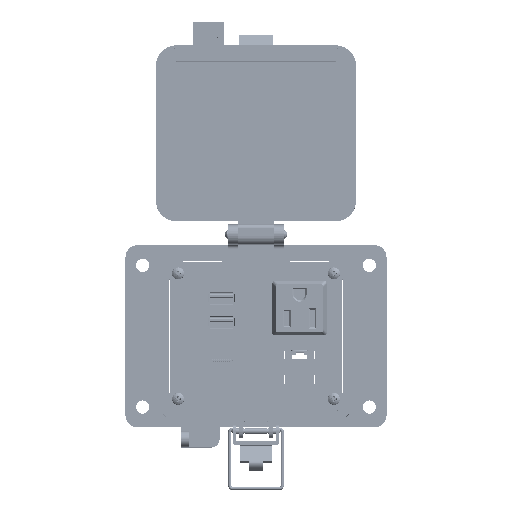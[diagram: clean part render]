
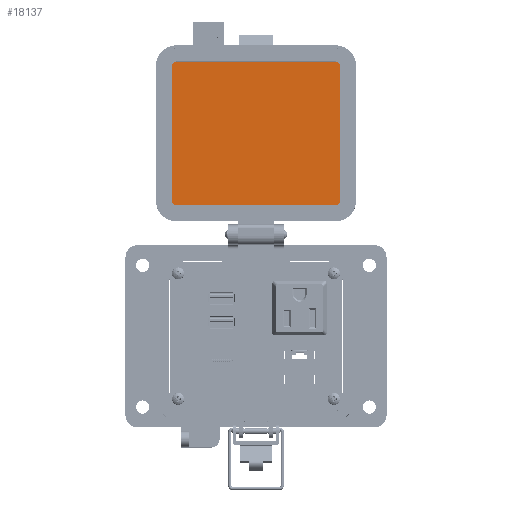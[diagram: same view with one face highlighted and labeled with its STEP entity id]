
A CAD part, top view. The second image highlights one B-rep face of the part: STEP entity #18137.
In plain terms, the highlighted planar face has unit normal (0, 0, 1).
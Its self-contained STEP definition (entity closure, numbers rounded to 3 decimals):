
#3196 = EDGE_CURVE ( 'NONE', #43194, #68752, #126123, .T. ) ;
#3314 = VECTOR ( 'NONE', #102992, 1000. ) ;
#5024 = CARTESIAN_POINT ( 'NONE',  ( 35.912, 126.389, 19.202 ) ) ;
#5441 = ORIENTED_EDGE ( 'NONE', *, *, #16316, .F. ) ;
#7716 = EDGE_CURVE ( 'NONE', #34573, #117518, #124537, .T. ) ;
#7755 = DIRECTION ( 'NONE',  ( 0., 0., 1. ) ) ;
#11056 = CARTESIAN_POINT ( 'NONE',  ( 35.912, 60.004, 19.202 ) ) ;
#11483 = EDGE_CURVE ( 'NONE', #95954, #47900, #147318, .T. ) ;
#14491 = CARTESIAN_POINT ( 'NONE',  ( -42.469, 128.688, 19.202 ) ) ;
#16316 = EDGE_CURVE ( 'NONE', #47900, #34573, #144497, .T. ) ;
#16753 = CARTESIAN_POINT ( 'NONE',  ( -42.469, 57.705, 19.202 ) ) ;
#18137 = ADVANCED_FACE ( 'NONE', ( #97309 ), #111482, .T. ) ;
#18744 = CARTESIAN_POINT ( 'NONE',  ( -44.769, 126.389, 19.202 ) ) ;
#19684 = CARTESIAN_POINT ( 'NONE',  ( 38.212, 60.004, 19.202 ) ) ;
#22852 = VERTEX_POINT ( 'NONE', #14491 ) ;
#29735 = DIRECTION ( 'NONE',  ( 0., -1., 0. ) ) ;
#34274 = CARTESIAN_POINT ( 'NONE',  ( -44.769, 93.196, 19.202 ) ) ;
#34573 = VERTEX_POINT ( 'NONE', #46947 ) ;
#35845 = CARTESIAN_POINT ( 'NONE',  ( 38.212, 93.196, 19.202 ) ) ;
#36241 = EDGE_CURVE ( 'NONE', #22852, #63977, #100359, .T. ) ;
#36713 = ORIENTED_EDGE ( 'NONE', *, *, #36241, .F. ) ;
#40210 = DIRECTION ( 'NONE',  ( 0., 0., -1. ) ) ;
#42809 = DIRECTION ( 'NONE',  ( -1., 0., 0. ) ) ;
#43194 = VERTEX_POINT ( 'NONE', #65922 ) ;
#45071 = CARTESIAN_POINT ( 'NONE',  ( -3.279, 57.705, 19.202 ) ) ;
#46819 = DIRECTION ( 'NONE',  ( 0., 0., -1. ) ) ;
#46947 = CARTESIAN_POINT ( 'NONE',  ( -44.769, 60.004, 19.202 ) ) ;
#47900 = VERTEX_POINT ( 'NONE', #16753 ) ;
#50294 = VECTOR ( 'NONE', #111197, 1000. ) ;
#50976 = VECTOR ( 'NONE', #79413, 1000. ) ;
#56249 = ORIENTED_EDGE ( 'NONE', *, *, #129962, .F. ) ;
#58020 = DIRECTION ( 'NONE',  ( 0., 0., -1. ) ) ;
#59490 = DIRECTION ( 'NONE',  ( 1., 0., 0. ) ) ;
#59654 = EDGE_LOOP ( 'NONE', ( #56249, #102848, #102928, #36713, #120814, #93876, #5441, #95936 ) ) ;
#61751 = DIRECTION ( 'NONE',  ( 0., 0., -1. ) ) ;
#63977 = VERTEX_POINT ( 'NONE', #70084 ) ;
#64209 = CIRCLE ( 'NONE', #99987, 2.299 ) ;
#64572 = CARTESIAN_POINT ( 'NONE',  ( -3.279, 128.688, 19.202 ) ) ;
#65922 = CARTESIAN_POINT ( 'NONE',  ( 38.212, 126.389, 19.202 ) ) ;
#65948 = CARTESIAN_POINT ( 'NONE',  ( 39.871, 130.108, 19.202 ) ) ;
#68492 = CARTESIAN_POINT ( 'NONE',  ( -42.469, 60.004, 19.202 ) ) ;
#68752 = VERTEX_POINT ( 'NONE', #19684 ) ;
#70084 = CARTESIAN_POINT ( 'NONE',  ( 35.912, 128.688, 19.202 ) ) ;
#70327 = VECTOR ( 'NONE', #132503, 1000. ) ;
#78950 = DIRECTION ( 'NONE',  ( 0., -1., 0. ) ) ;
#79413 = DIRECTION ( 'NONE',  ( -1., 0., 0. ) ) ;
#90950 = CIRCLE ( 'NONE', #119459, 2.299 ) ;
#93876 = ORIENTED_EDGE ( 'NONE', *, *, #7716, .F. ) ;
#95936 = ORIENTED_EDGE ( 'NONE', *, *, #11483, .F. ) ;
#95954 = VERTEX_POINT ( 'NONE', #97562 ) ;
#97309 = FACE_OUTER_BOUND ( 'NONE', #59654, .T. ) ;
#97562 = CARTESIAN_POINT ( 'NONE',  ( 35.912, 57.705, 19.202 ) ) ;
#99987 = AXIS2_PLACEMENT_3D ( 'NONE', #11056, #46819, #78950 ) ;
#100359 = LINE ( 'NONE', #64572, #70327 ) ;
#102848 = ORIENTED_EDGE ( 'NONE', *, *, #3196, .F. ) ;
#102928 = ORIENTED_EDGE ( 'NONE', *, *, #127666, .F. ) ;
#102992 = DIRECTION ( 'NONE',  ( 0., -1., 0. ) ) ;
#111197 = DIRECTION ( 'NONE',  ( 0., 1., 0. ) ) ;
#111482 = PLANE ( 'NONE',  #128062 ) ;
#113823 = AXIS2_PLACEMENT_3D ( 'NONE', #68492, #58020, #59490 ) ;
#113985 = CIRCLE ( 'NONE', #140173, 2.299 ) ;
#117518 = VERTEX_POINT ( 'NONE', #18744 ) ;
#118451 = DIRECTION ( 'NONE',  ( 1., 0., 0. ) ) ;
#119459 = AXIS2_PLACEMENT_3D ( 'NONE', #5024, #61751, #118451 ) ;
#120814 = ORIENTED_EDGE ( 'NONE', *, *, #123115, .F. ) ;
#122203 = CARTESIAN_POINT ( 'NONE',  ( -42.469, 126.389, 19.202 ) ) ;
#123115 = EDGE_CURVE ( 'NONE', #117518, #22852, #113985, .T. ) ;
#124537 = LINE ( 'NONE', #34274, #50294 ) ;
#126123 = LINE ( 'NONE', #35845, #3314 ) ;
#127666 = EDGE_CURVE ( 'NONE', #63977, #43194, #90950, .T. ) ;
#128062 = AXIS2_PLACEMENT_3D ( 'NONE', #65948, #7755, #42809 ) ;
#129962 = EDGE_CURVE ( 'NONE', #68752, #95954, #64209, .T. ) ;
#132503 = DIRECTION ( 'NONE',  ( 1., 0., 0. ) ) ;
#140173 = AXIS2_PLACEMENT_3D ( 'NONE', #122203, #40210, #29735 ) ;
#144497 = CIRCLE ( 'NONE', #113823, 2.299 ) ;
#147318 = LINE ( 'NONE', #45071, #50976 ) ;
